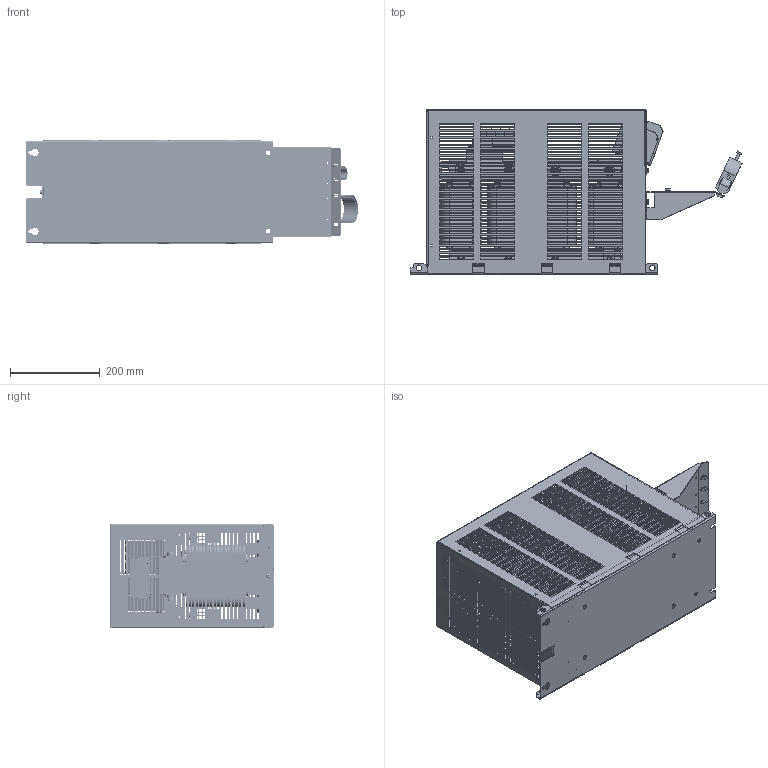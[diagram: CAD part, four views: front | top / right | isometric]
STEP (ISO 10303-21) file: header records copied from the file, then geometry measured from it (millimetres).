
FILE_DESCRIPTION (( 'STEP AP214' ), '1' );
FILE_NAME ('200603 65A STEP.STEP', '2020-06-03T09:06:23', ( '' ), ( '' ), 'SwSTEP 2.0', 'SolidWorks 2018', '' );
FILE_SCHEMA (( 'AUTOMOTIVE_DESIGN' ));
Length unit declared in the file: millimetre
Products named in the file (57): U-Scheibe M8 DIN125 140 HV vz_U-Scheibe M8 DIN125 140 HV vz; 128728; 131562; 211539; U-Scheibe M12 DIN125 140 HV vz_U-Scheibe M12 DIN125 140 HV vz; 131983; 139289; 218487; Tx-Schraube M6x12 ISO 14583 8.8 vz_Tx-Schraube M6x12 ISO 14583 8.8 vz; Schraube M8x160 ISO 4014 8.8 vz_Schraube M8x160 ISO 4014 8.8 vz; 150981; 149973; 88403; 131550; 149867; 132399; 154060; Kombischraube-Tx M5x10 ISO 14583 4.8 vz_Kombischraube-Tx M5x10 ISO 14583 4.8 vz; 154063; 164724; 149851; Tx-Schraube M8x110 ISO 14583 4.8 vz_Tx-Schraube M8x110 ISO 14583 4.8 vz; 132400; Eckprofil 7x7_145; 218490; 211543; 149866; 128470; 132313; 149950; 200603 65A STEP; 139514; 142372; 188768; 132302; 132514; Mutter M8 8 vz ISO 4032_Mutter M8 8 vz ISO 4032; 128733; Sperrzahnmutter M8 8 vz ISO 4161_Sperrzahnmutter M8 8 vz ISO 4161; Teil2^128733 ...
Assembly tree (149 placements, depth 5):
  200603 65A STEP
    132302
      131562
        131550  x2
        149867
          149866
          Eckprofil 7x7_145  x4
        149858  x3
          149851
          90786
          Eckprofil 7x7_145
        149871
        149873
        149950  x2
        149973
        88403  x13
        U-Scheibe M12 DIN125 140 HV vz_U-Scheibe M12 DIN125 140 HV vz  x8
        Sperrzahnmutter M8 8 vz ISO 4161_Sperrzahnmutter M8 8 vz ISO 4161  x5
        Tx-Schraube M8x110 ISO 14583 4.8 vz_Tx-Schraube M8x110 ISO 14583 4.8 vz  x4
        Tx-Schraube M8x95 ISO 14583 4.8 vz_Tx-Schraube M8x95 ISO 14583 4.8 vz  x3
        154063  x2
        154060  x2
        154047  x2
        U-Scheibe M8 DIN125 140 HV vz_U-Scheibe M8 DIN125 140 HV vz
        Schraube M8x160 ISO 4014 8.8 vz_Schraube M8x160 ISO 4014 8.8 vz
        218490  x3
        218487
      125864  x4
      139289
      132313
        132315
        PEM Bolzen FH M8x18 10.9 vz_PEM Bolzen FH M8x18 10.9 vz  x4
        PEM Bolzen FH M6x15 10.9 vz_PEM Bolzen FH M6x15 10.9 vz  x2
      132399
        132400
        164724  x2
      131983  x3
      Kreuzschraube M4x6 ISO 14581  4.8 vz_Kreuzschraube M4x6 ISO 14581  4.8 vz  x4
      Sperrzahnmutter M6 8 vz ISO 4161_Sperrzahnmutter M6 8 vz ISO 4161  x2
      U-Scheibe M8 DIN125 140 HV vz_U-Scheibe M8 DIN125 140 HV vz  x4
      Mutter M8 8 vz ISO 4032_Mutter M8 8 vz ISO 4032  x4
      Federring M8 DIN127 vz_Federring M8 DIN127 vz  x4
      Tx-Schraube M6x12 ISO 14583 8.8 vz_Tx-Schraube M6x12 ISO 14583 8.8 vz  x4
      Kombischraube-Tx M6x16 ISO 14583 4.8 vz_Kombischraube-Tx M6x16 ISO 14583 4.8 vz  x2
      142372
      142427
      150981
      128733
        128728
        125407  x4
        125406  x6
        Teil2^128733
      188768  x7
      139514  x2
    132514
    Kombischraube-Tx M5x10 ISO 14583 4.8 vz_Kombischraube-Tx M5x10 ISO 14583 4.8 vz  x3
    211539
    211543
    128470
Bounding box: 738.68 x 366.1 x 231 mm (x, y, z)
Volume: 12963866.7 mm3; surface area: 3437237.9 mm2
Topology: 162 solids, 162 shells, 7219 faces, 18799 edges, 12122 vertices
Faces by surface type: plane 5284, cylinder 1307, cone 374, torus 116, bspline 98, sphere 40
Entity records: 151215 total; most frequent: CARTESIAN_POINT 27543, ORIENTED_EDGE 24726, DIRECTION 23183, EDGE_CURVE 12363, LINE 10331, VECTOR 10331, VERTEX_POINT 8018, AXIS2_PLACEMENT_3D 6426
